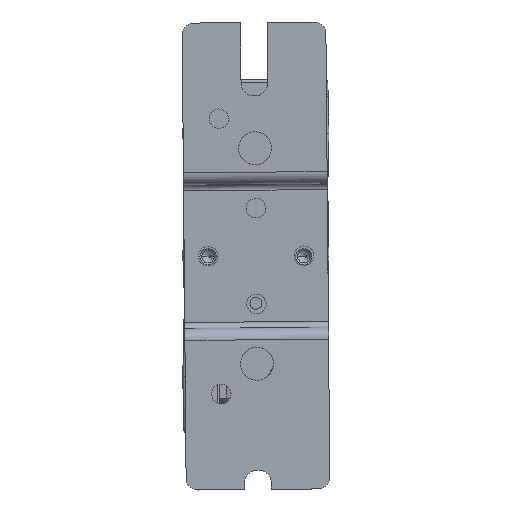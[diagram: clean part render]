
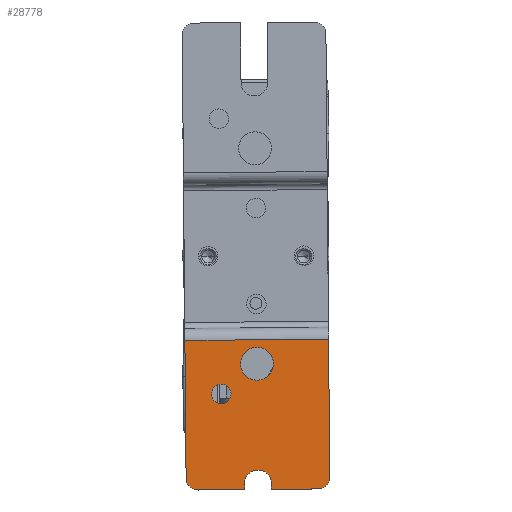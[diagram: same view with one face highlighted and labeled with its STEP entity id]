
A CAD part, top view. The second image highlights one B-rep face of the part: STEP entity #28778.
In plain terms, the highlighted planar face has unit normal (0, 0, 1).
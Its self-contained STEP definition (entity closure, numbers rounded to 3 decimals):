
#187 = AXIS2_PLACEMENT_3D ( 'NONE', #11961, #32061, #16520 ) ;
#478 = LINE ( 'NONE', #20700, #34598 ) ;
#548 = PLANE ( 'NONE',  #34550 ) ;
#790 = LINE ( 'NONE', #31890, #32597 ) ;
#851 = CARTESIAN_POINT ( 'NONE',  ( -15.341, -13.764, 36.388 ) ) ;
#888 = EDGE_LOOP ( 'NONE', ( #13578, #20720, #14196, #14718, #6287, #17769, #31407, #33861, #21777, #27931 ) ) ;
#1138 = AXIS2_PLACEMENT_3D ( 'NONE', #851, #21062, #5483 ) ;
#1411 = CARTESIAN_POINT ( 'NONE',  ( -3.01, -16.832, 36.388 ) ) ;
#1682 = EDGE_CURVE ( 'NONE', #4251, #21558, #6839, .T. ) ;
#2098 = LINE ( 'NONE', #6698, #28063 ) ;
#2970 = CARTESIAN_POINT ( 'NONE',  ( 0.27, 16.536, 36.388 ) ) ;
#3102 = CARTESIAN_POINT ( 'NONE',  ( -4.095, 16.498, 36.388 ) ) ;
#4251 = VERTEX_POINT ( 'NONE', #5639 ) ;
#4577 = DIRECTION ( 'NONE',  ( -1., -0.009, 0. ) ) ;
#5117 = DIRECTION ( 'NONE',  ( -1., -0.009, 0. ) ) ;
#5178 = DIRECTION ( 'NONE',  ( 0., 0., 1. ) ) ;
#5483 = DIRECTION ( 'NONE',  ( 1., 0.009, 0. ) ) ;
#5639 = CARTESIAN_POINT ( 'NONE',  ( -3.024, -15.244, 36.388 ) ) ;
#6287 = ORIENTED_EDGE ( 'NONE', *, *, #35503, .F. ) ;
#6618 = CIRCLE ( 'NONE', #187, 3.571 ) ;
#6644 = EDGE_CURVE ( 'NONE', #32924, #33652, #34822, .T. ) ;
#6698 = CARTESIAN_POINT ( 'NONE',  ( 4.118, -15.182, 36.388 ) ) ;
#6784 = VERTEX_POINT ( 'NONE', #9536 ) ;
#6839 = LINE ( 'NONE', #7436, #11772 ) ;
#7042 = DIRECTION ( 'NONE',  ( -1., -0.009, 0. ) ) ;
#7436 = CARTESIAN_POINT ( 'NONE',  ( -3.024, -15.244, 36.388 ) ) ;
#7458 = DIRECTION ( 'NONE',  ( 0.009, -1., 0. ) ) ;
#7861 = DIRECTION ( 'NONE',  ( -1., -0.009, 0. ) ) ;
#7867 = VERTEX_POINT ( 'NONE', #25116 ) ;
#8558 = ORIENTED_EDGE ( 'NONE', *, *, #20576, .F. ) ;
#8624 = ORIENTED_EDGE ( 'NONE', *, *, #17279, .F. ) ;
#8876 = CIRCLE ( 'NONE', #9530, 2.579 ) ;
#9144 = VECTOR ( 'NONE', #15840, 1000. ) ;
#9226 = CARTESIAN_POINT ( 'NONE',  ( -9.185, 8.515, 36.388 ) ) ;
#9530 = AXIS2_PLACEMENT_3D ( 'NONE', #9226, #24685, #4577 ) ;
#9536 = CARTESIAN_POINT ( 'NONE',  ( -18.516, -13.792, 36.388 ) ) ;
#10076 = EDGE_CURVE ( 'NONE', #6784, #15947, #24912, .T. ) ;
#10499 = CARTESIAN_POINT ( 'NONE',  ( 19.264, 23.052, 36.388 ) ) ;
#10833 = ORIENTED_EDGE ( 'NONE', *, *, #15529, .F. ) ;
#11300 = LINE ( 'NONE', #31378, #9144 ) ;
#11772 = VECTOR ( 'NONE', #7458, 1000. ) ;
#11815 = CARTESIAN_POINT ( 'NONE',  ( 0.27, 16.536, 36.388 ) ) ;
#11861 = AXIS2_PLACEMENT_3D ( 'NONE', #2970, #18548, #33977 ) ;
#11961 = CARTESIAN_POINT ( 'NONE',  ( 0.547, -15.213, 36.388 ) ) ;
#12310 = VERTEX_POINT ( 'NONE', #3102 ) ;
#12448 = CARTESIAN_POINT ( 'NONE',  ( -9.185, 8.515, 36.388 ) ) ;
#12598 = VERTEX_POINT ( 'NONE', #10499 ) ;
#13005 = EDGE_CURVE ( 'NONE', #34807, #12310, #21105, .T. ) ;
#13578 = ORIENTED_EDGE ( 'NONE', *, *, #17406, .F. ) ;
#14096 = EDGE_CURVE ( 'NONE', #12598, #25484, #478, .T. ) ;
#14196 = ORIENTED_EDGE ( 'NONE', *, *, #18327, .F. ) ;
#14642 = AXIS2_PLACEMENT_3D ( 'NONE', #11815, #31911, #16375 ) ;
#14718 = ORIENTED_EDGE ( 'NONE', *, *, #20362, .F. ) ;
#14790 = AXIS2_PLACEMENT_3D ( 'NONE', #12448, #27898, #7861 ) ;
#15529 = EDGE_CURVE ( 'NONE', #21013, #7867, #16746, .T. ) ;
#15840 = DIRECTION ( 'NONE',  ( -0.009, 1., 0. ) ) ;
#15866 = DIRECTION ( 'NONE',  ( -0.009, 1., 0. ) ) ;
#15947 = VERTEX_POINT ( 'NONE', #22941 ) ;
#16375 = DIRECTION ( 'NONE',  ( 1., 0.009, 0. ) ) ;
#16520 = DIRECTION ( 'NONE',  ( 1., 0.009, 0. ) ) ;
#16746 = CIRCLE ( 'NONE', #14790, 2.579 ) ;
#17228 = CARTESIAN_POINT ( 'NONE',  ( 4.132, -16.769, 36.388 ) ) ;
#17279 = EDGE_CURVE ( 'NONE', #7867, #21013, #8876, .T. ) ;
#17406 = EDGE_CURVE ( 'NONE', #21558, #15947, #30736, .T. ) ;
#17769 = ORIENTED_EDGE ( 'NONE', *, *, #6644, .T. ) ;
#18260 = CIRCLE ( 'NONE', #11861, 4.365 ) ;
#18327 = EDGE_CURVE ( 'NONE', #21793, #4251, #6618, .T. ) ;
#18548 = DIRECTION ( 'NONE',  ( 0., 0., 1. ) ) ;
#20362 = EDGE_CURVE ( 'NONE', #28664, #21793, #2098, .T. ) ;
#20576 = EDGE_CURVE ( 'NONE', #12310, #34807, #18260, .T. ) ;
#20700 = CARTESIAN_POINT ( 'NONE',  ( -18.835, 22.719, 36.388 ) ) ;
#20720 = ORIENTED_EDGE ( 'NONE', *, *, #1682, .F. ) ;
#20773 = CARTESIAN_POINT ( 'NONE',  ( -10.774, 45.015, 36.388 ) ) ;
#20885 = LINE ( 'NONE', #27095, #30173 ) ;
#21013 = VERTEX_POINT ( 'NONE', #34481 ) ;
#21062 = DIRECTION ( 'NONE',  ( 0., 0., 1. ) ) ;
#21105 = CIRCLE ( 'NONE', #14642, 4.365 ) ;
#21558 = VERTEX_POINT ( 'NONE', #1411 ) ;
#21777 = ORIENTED_EDGE ( 'NONE', *, *, #31125, .F. ) ;
#21793 = VERTEX_POINT ( 'NONE', #32072 ) ;
#21866 = CARTESIAN_POINT ( 'NONE',  ( 19.583, -13.459, 36.388 ) ) ;
#22445 = DIRECTION ( 'NONE',  ( 0., 0., 1. ) ) ;
#22497 = DIRECTION ( 'NONE',  ( 1., 0.009, 0. ) ) ;
#22747 = VECTOR ( 'NONE', #24299, 1000. ) ;
#22941 = CARTESIAN_POINT ( 'NONE',  ( -15.313, -16.939, 36.388 ) ) ;
#23018 = EDGE_CURVE ( 'NONE', #33652, #12598, #790, .T. ) ;
#23039 = CARTESIAN_POINT ( 'NONE',  ( 16.408, -13.487, 36.388 ) ) ;
#24172 = FACE_BOUND ( 'NONE', #30780, .T. ) ;
#24299 = DIRECTION ( 'NONE',  ( -1., -0.009, 0. ) ) ;
#24479 = CARTESIAN_POINT ( 'NONE',  ( 4.635, 16.574, 36.388 ) ) ;
#24685 = DIRECTION ( 'NONE',  ( 0., 0., 1. ) ) ;
#24912 = CIRCLE ( 'NONE', #1138, 3.175 ) ;
#25116 = CARTESIAN_POINT ( 'NONE',  ( -11.765, 8.493, 36.388 ) ) ;
#25289 = DIRECTION ( 'NONE',  ( 1., 0.009, 0. ) ) ;
#25484 = VERTEX_POINT ( 'NONE', #25866 ) ;
#25866 = CARTESIAN_POINT ( 'NONE',  ( -18.835, 22.719, 36.388 ) ) ;
#27095 = CARTESIAN_POINT ( 'NONE',  ( -10.234, -16.895, 36.388 ) ) ;
#27223 = DIRECTION ( 'NONE',  ( -0.009, 1., 0. ) ) ;
#27898 = DIRECTION ( 'NONE',  ( 0., 0., 1. ) ) ;
#27931 = ORIENTED_EDGE ( 'NONE', *, *, #10076, .T. ) ;
#28063 = VECTOR ( 'NONE', #15866, 1000. ) ;
#28664 = VERTEX_POINT ( 'NONE', #17228 ) ;
#28748 = FACE_BOUND ( 'NONE', #31352, .T. ) ;
#28778 = ADVANCED_FACE ( 'NONE', ( #24172, #28748, #33314 ), #548, .T. ) ;
#30173 = VECTOR ( 'NONE', #7042, 1000. ) ;
#30736 = LINE ( 'NONE', #35175, #22747 ) ;
#30780 = EDGE_LOOP ( 'NONE', ( #8558, #30834 ) ) ;
#30834 = ORIENTED_EDGE ( 'NONE', *, *, #13005, .F. ) ;
#31125 = EDGE_CURVE ( 'NONE', #6784, #25484, #11300, .T. ) ;
#31352 = EDGE_LOOP ( 'NONE', ( #8624, #10833 ) ) ;
#31378 = CARTESIAN_POINT ( 'NONE',  ( -19.029, 44.943, 36.388 ) ) ;
#31407 = ORIENTED_EDGE ( 'NONE', *, *, #23018, .T. ) ;
#31791 = CARTESIAN_POINT ( 'NONE',  ( 16.435, -16.662, 36.388 ) ) ;
#31890 = CARTESIAN_POINT ( 'NONE',  ( 19.07, 45.276, 36.388 ) ) ;
#31911 = DIRECTION ( 'NONE',  ( 0., 0., 1. ) ) ;
#32009 = AXIS2_PLACEMENT_3D ( 'NONE', #23039, #22445, #22497 ) ;
#32061 = DIRECTION ( 'NONE',  ( 0., 0., 1. ) ) ;
#32072 = CARTESIAN_POINT ( 'NONE',  ( 4.118, -15.182, 36.388 ) ) ;
#32597 = VECTOR ( 'NONE', #27223, 1000. ) ;
#32924 = VERTEX_POINT ( 'NONE', #31791 ) ;
#33314 = FACE_OUTER_BOUND ( 'NONE', #888, .T. ) ;
#33652 = VERTEX_POINT ( 'NONE', #21866 ) ;
#33861 = ORIENTED_EDGE ( 'NONE', *, *, #14096, .T. ) ;
#33977 = DIRECTION ( 'NONE',  ( 1., 0.009, 0. ) ) ;
#34481 = CARTESIAN_POINT ( 'NONE',  ( -6.606, 8.538, 36.388 ) ) ;
#34550 = AXIS2_PLACEMENT_3D ( 'NONE', #20773, #5178, #25289 ) ;
#34598 = VECTOR ( 'NONE', #5117, 1000. ) ;
#34807 = VERTEX_POINT ( 'NONE', #24479 ) ;
#34822 = CIRCLE ( 'NONE', #32009, 3.175 ) ;
#35175 = CARTESIAN_POINT ( 'NONE',  ( -10.234, -16.895, 36.388 ) ) ;
#35503 = EDGE_CURVE ( 'NONE', #32924, #28664, #20885, .T. ) ;
